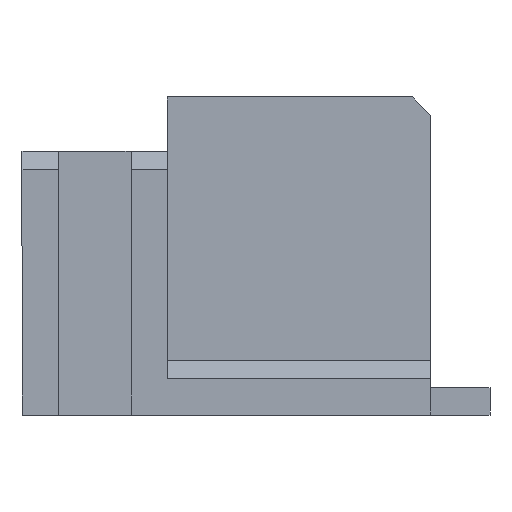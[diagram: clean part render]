
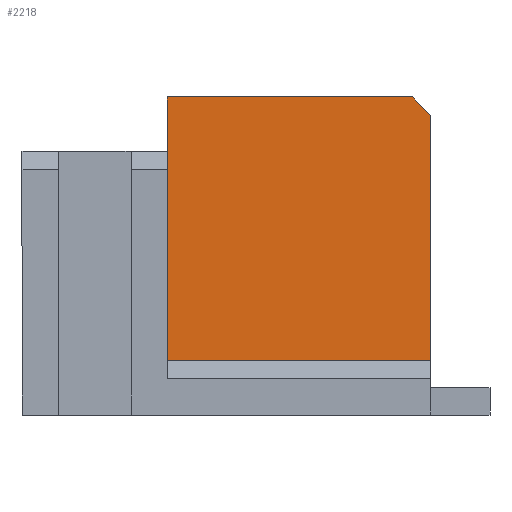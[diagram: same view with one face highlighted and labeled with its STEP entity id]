
A CAD part, left-side view. The second image highlights one B-rep face of the part: STEP entity #2218.
In plain terms, the highlighted planar face has unit normal (-1, 0, 0).
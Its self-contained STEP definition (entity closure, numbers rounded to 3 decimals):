
#1594 = VERTEX_POINT('',#1595);
#1595 = CARTESIAN_POINT('',(9.5,-22.5,-11.5));
#1601 = EDGE_CURVE('',#1594,#1602,#1604,.T.);
#1602 = VERTEX_POINT('',#1603);
#1603 = CARTESIAN_POINT('',(9.5,-22.5,2.));
#1604 = LINE('',#1605,#1606);
#1605 = CARTESIAN_POINT('',(9.5,-22.5,-11.5));
#1606 = VECTOR('',#1607,1.);
#1607 = DIRECTION('',(0.,0.,1.));
#1808 = VERTEX_POINT('',#1809);
#1809 = CARTESIAN_POINT('',(9.5,-8.,0.));
#1815 = EDGE_CURVE('',#1816,#1808,#1818,.T.);
#1816 = VERTEX_POINT('',#1817);
#1817 = CARTESIAN_POINT('',(9.5,-8.,-11.5));
#1818 = LINE('',#1819,#1820);
#1819 = CARTESIAN_POINT('',(9.5,-8.,-11.5));
#1820 = VECTOR('',#1821,1.);
#1821 = DIRECTION('',(0.,0.,1.));
#2181 = EDGE_CURVE('',#1602,#2182,#2184,.T.);
#2182 = VERTEX_POINT('',#2183);
#2183 = CARTESIAN_POINT('',(9.5,-21.5,3.));
#2184 = LINE('',#2185,#2186);
#2185 = CARTESIAN_POINT('',(9.5,-22.,2.5));
#2186 = VECTOR('',#2187,1.);
#2187 = DIRECTION('',(0.,0.707,0.707));
#2208 = EDGE_CURVE('',#1816,#1594,#2209,.T.);
#2209 = LINE('',#2210,#2211);
#2210 = CARTESIAN_POINT('',(9.5,-8.,-11.5));
#2211 = VECTOR('',#2212,1.);
#2212 = DIRECTION('',(0.,-1.,0.));
#2218 = ADVANCED_FACE('',(#2219),#2239,.T.);
#2219 = FACE_BOUND('',#2220,.T.);
#2220 = EDGE_LOOP('',(#2221,#2229,#2235,#2236,#2237,#2238));
#2221 = ORIENTED_EDGE('',*,*,#2222,.F.);
#2222 = EDGE_CURVE('',#2223,#2182,#2225,.T.);
#2223 = VERTEX_POINT('',#2224);
#2224 = CARTESIAN_POINT('',(9.5,-8.,3.));
#2225 = LINE('',#2226,#2227);
#2226 = CARTESIAN_POINT('',(9.5,-8.,3.));
#2227 = VECTOR('',#2228,1.);
#2228 = DIRECTION('',(0.,-1.,0.));
#2229 = ORIENTED_EDGE('',*,*,#2230,.F.);
#2230 = EDGE_CURVE('',#1808,#2223,#2231,.T.);
#2231 = LINE('',#2232,#2233);
#2232 = CARTESIAN_POINT('',(9.5,-8.,-11.5));
#2233 = VECTOR('',#2234,1.);
#2234 = DIRECTION('',(0.,0.,1.));
#2235 = ORIENTED_EDGE('',*,*,#1815,.F.);
#2236 = ORIENTED_EDGE('',*,*,#2208,.T.);
#2237 = ORIENTED_EDGE('',*,*,#1601,.T.);
#2238 = ORIENTED_EDGE('',*,*,#2181,.T.);
#2239 = PLANE('',#2240);
#2240 = AXIS2_PLACEMENT_3D('',#2241,#2242,#2243);
#2241 = CARTESIAN_POINT('',(9.5,-8.,-11.5));
#2242 = DIRECTION('',(-1.,0.,0.));
#2243 = DIRECTION('',(0.,0.,1.));
